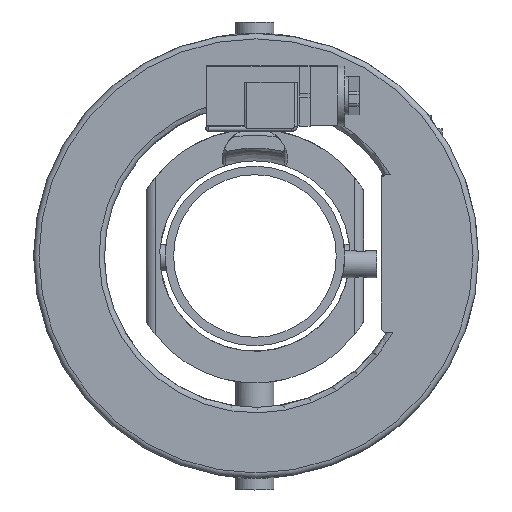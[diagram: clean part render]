
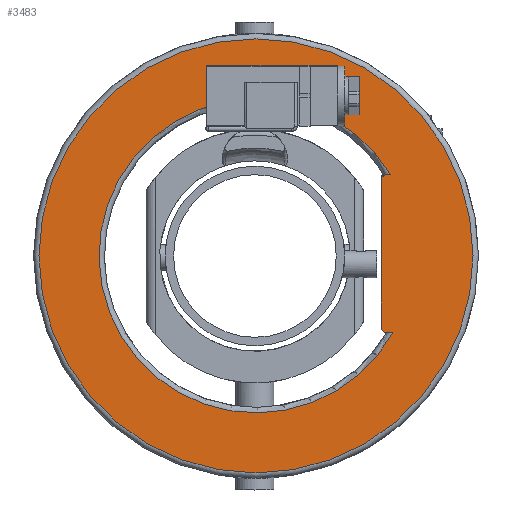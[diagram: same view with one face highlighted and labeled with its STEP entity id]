
A CAD part, left-side view. The second image highlights one B-rep face of the part: STEP entity #3483.
In plain terms, the highlighted planar face has unit normal (-1, 0, -0.003).
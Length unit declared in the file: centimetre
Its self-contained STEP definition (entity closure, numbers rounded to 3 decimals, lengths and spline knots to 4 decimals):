
#313=LINE('',#5479,#570);
#351=LINE('',#5688,#608);
#352=LINE('',#5699,#609);
#570=VECTOR('',#4293,1.);
#608=VECTOR('',#4433,1.);
#609=VECTOR('',#4438,1.);
#803=FACE_BOUND('',#1116,.T.);
#917=FACE_OUTER_BOUND('',#1115,.T.);
#1115=EDGE_LOOP('',(#2668));
#1116=EDGE_LOOP('',(#2669,#2670,#2671,#2672,#2673,#2674));
#1313=CIRCLE('',#3748,0.1);
#1314=CIRCLE('',#3755,3.9891);
#1315=CIRCLE('',#3756,0.1);
#1316=CIRCLE('',#3757,2.8857);
#1523=VERTEX_POINT('',#5467);
#1524=VERTEX_POINT('',#5478);
#1561=VERTEX_POINT('',#5637);
#1562=VERTEX_POINT('',#5639);
#1570=VERTEX_POINT('',#5687);
#1571=VERTEX_POINT('',#5696);
#1572=VERTEX_POINT('',#5698);
#1900=EDGE_CURVE('',#1524,#1523,#313,.T.);
#1962=EDGE_CURVE('',#1561,#1562,#1313,.T.);
#1974=EDGE_CURVE('',#1570,#1562,#351,.T.);
#1976=EDGE_CURVE('',#1571,#1571,#1314,.T.);
#1977=EDGE_CURVE('',#1561,#1572,#352,.T.);
#1978=EDGE_CURVE('',#1524,#1572,#1315,.T.);
#1979=EDGE_CURVE('',#1570,#1523,#1316,.T.);
#2668=ORIENTED_EDGE('',*,*,#1976,.F.);
#2669=ORIENTED_EDGE('',*,*,#1962,.F.);
#2670=ORIENTED_EDGE('',*,*,#1977,.T.);
#2671=ORIENTED_EDGE('',*,*,#1978,.F.);
#2672=ORIENTED_EDGE('',*,*,#1900,.T.);
#2673=ORIENTED_EDGE('',*,*,#1979,.F.);
#2674=ORIENTED_EDGE('',*,*,#1974,.T.);
#3300=PLANE('',#3754);
#3483=ADVANCED_FACE('',(#917,#803),#3300,.T.);
#3748=AXIS2_PLACEMENT_3D('',#5640,#4413,#4414);
#3754=AXIS2_PLACEMENT_3D('',#5695,#4434,#4435);
#3755=AXIS2_PLACEMENT_3D('',#5697,#4436,#4437);
#3756=AXIS2_PLACEMENT_3D('',#5700,#4439,#4440);
#3757=AXIS2_PLACEMENT_3D('',#5701,#4441,#4442);
#4293=DIRECTION('',(0.,-1.,0.));
#4413=DIRECTION('center_axis',(1.,0.,0.003));
#4414=DIRECTION('ref_axis',(-0.002,0.707,0.707));
#4433=DIRECTION('',(0.,1.,0.));
#4434=DIRECTION('center_axis',(-1.,0.,
-0.003));
#4435=DIRECTION('ref_axis',(0.,-1.,0.));
#4436=DIRECTION('center_axis',(1.,0.,0.003));
#4437=DIRECTION('ref_axis',(0.,-1.,0.));
#4438=DIRECTION('',(0.003,0.,-1.));
#4439=DIRECTION('center_axis',(1.,0.,0.003));
#4440=DIRECTION('ref_axis',(0.002,0.707,-0.707));
#4441=DIRECTION('center_axis',(-1.,0.,
-0.003));
#4442=DIRECTION('ref_axis',(0.,1.,-0.017));
#5467=CARTESIAN_POINT('',(-2.773,2.7007,-2.2546));
#5478=CARTESIAN_POINT('',(-2.773,2.8185,-2.2546));
#5479=CARTESIAN_POINT('',(-2.773,2.9185,-2.2546));
#5637=CARTESIAN_POINT('',(-2.7811,2.9185,0.5453));
#5639=CARTESIAN_POINT('',(-2.7814,2.8185,0.6453));
#5640=CARTESIAN_POINT('Origin',(-2.7811,2.8185,0.5453));
#5687=CARTESIAN_POINT('',(-2.7814,2.7472,0.6453));
#5688=CARTESIAN_POINT('',(-2.7814,1.4185,0.6453));
#5695=CARTESIAN_POINT('Origin',(-2.7771,5.2185,-0.8446));
#5696=CARTESIAN_POINT('',(-2.7656,5.2185,-4.8337));
#5697=CARTESIAN_POINT('Origin',(-2.7771,5.2185,-0.8446));
#5698=CARTESIAN_POINT('',(-2.7733,2.9185,-2.1546));
#5699=CARTESIAN_POINT('',(-2.7814,2.9185,0.6453));
#5700=CARTESIAN_POINT('Origin',(-2.7733,2.8185,-2.1546));
#5701=CARTESIAN_POINT('Origin',(-2.7771,5.2185,-0.8446));
